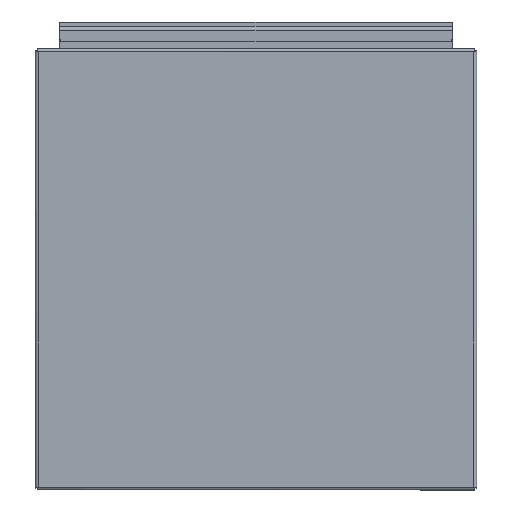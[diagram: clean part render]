
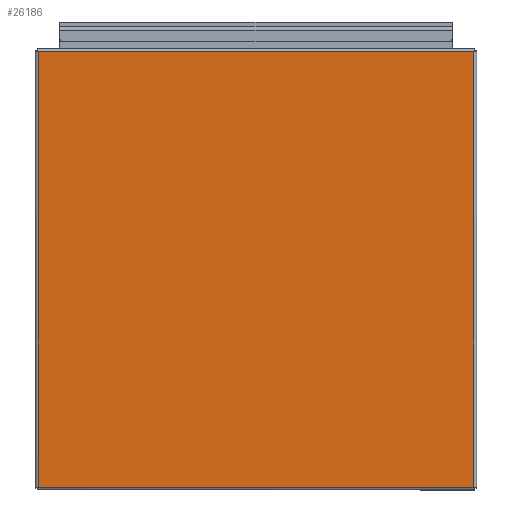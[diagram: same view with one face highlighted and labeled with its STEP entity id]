
A CAD part, top view. The second image highlights one B-rep face of the part: STEP entity #26186.
In plain terms, the highlighted planar face has unit normal (0, 0, 1).
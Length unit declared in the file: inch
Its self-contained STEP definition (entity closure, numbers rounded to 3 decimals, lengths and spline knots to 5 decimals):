
#1662 = VERTEX_POINT ( 'NONE', #17990 ) ;
#1873 = DIRECTION ( 'NONE',  ( 0., -1., 0. ) ) ;
#2107 = EDGE_CURVE ( 'NONE', #10235, #4053, #31695, .T. ) ;
#2148 = CARTESIAN_POINT ( 'NONE',  ( 0., -9.901, 3.165 ) ) ;
#3346 = EDGE_CURVE ( 'NONE', #1662, #11762, #4830, .T. ) ;
#4053 = VERTEX_POINT ( 'NONE', #8153 ) ;
#4754 = DIRECTION ( 'NONE',  ( 1., 0., 0. ) ) ;
#4781 = DIRECTION ( 'NONE',  ( 0., -1., 0. ) ) ;
#4830 = LINE ( 'NONE', #25817, #18872 ) ;
#5443 = DIRECTION ( 'NONE',  ( 0., 1., 0. ) ) ;
#5978 = EDGE_LOOP ( 'NONE', ( #9878, #12556, #30577, #28776 ) ) ;
#6049 = EDGE_CURVE ( 'NONE', #11762, #10235, #22509, .T. ) ;
#6236 = AXIS2_PLACEMENT_3D ( 'NONE', #2148, #27253, #4781 ) ;
#8153 = CARTESIAN_POINT ( 'NONE',  ( 8.892, -1.009, 3.165 ) ) ;
#9878 = ORIENTED_EDGE ( 'NONE', *, *, #2107, .F. ) ;
#10235 = VERTEX_POINT ( 'NONE', #21344 ) ;
#11762 = VERTEX_POINT ( 'NONE', #29936 ) ;
#12556 = ORIENTED_EDGE ( 'NONE', *, *, #6049, .F. ) ;
#13352 = EDGE_CURVE ( 'NONE', #4053, #1662, #31766, .T. ) ;
#14769 = VECTOR ( 'NONE', #5443, 39.37008 ) ;
#15432 = FACE_OUTER_BOUND ( 'NONE', #5978, .T. ) ;
#17253 = PLANE ( 'NONE',  #6236 ) ;
#17990 = CARTESIAN_POINT ( 'NONE',  ( 8.892, -18.793, 3.165 ) ) ;
#18872 = VECTOR ( 'NONE', #22862, 39.37008 ) ;
#19699 = CARTESIAN_POINT ( 'NONE',  ( 8.892, -1.009, 3.165 ) ) ;
#21344 = CARTESIAN_POINT ( 'NONE',  ( -8.892, -1.009, 3.165 ) ) ;
#22344 = CARTESIAN_POINT ( 'NONE',  ( -8.892, -1.009, 3.165 ) ) ;
#22509 = LINE ( 'NONE', #22344, #14769 ) ;
#22862 = DIRECTION ( 'NONE',  ( -1., 0., 0. ) ) ;
#25817 = CARTESIAN_POINT ( 'NONE',  ( -8.892, -18.793, 3.165 ) ) ;
#26186 = ADVANCED_FACE ( 'NONE', ( #15432 ), #17253, .F. ) ;
#27126 = VECTOR ( 'NONE', #1873, 39.37008 ) ;
#27253 = DIRECTION ( 'NONE',  ( 0., 0., -1. ) ) ;
#28776 = ORIENTED_EDGE ( 'NONE', *, *, #13352, .F. ) ;
#28979 = CARTESIAN_POINT ( 'NONE',  ( 8.892, -18.793, 3.165 ) ) ;
#29936 = CARTESIAN_POINT ( 'NONE',  ( -8.892, -18.793, 3.165 ) ) ;
#30577 = ORIENTED_EDGE ( 'NONE', *, *, #3346, .F. ) ;
#31695 = LINE ( 'NONE', #19699, #32098 ) ;
#31766 = LINE ( 'NONE', #28979, #27126 ) ;
#32098 = VECTOR ( 'NONE', #4754, 39.37008 ) ;
